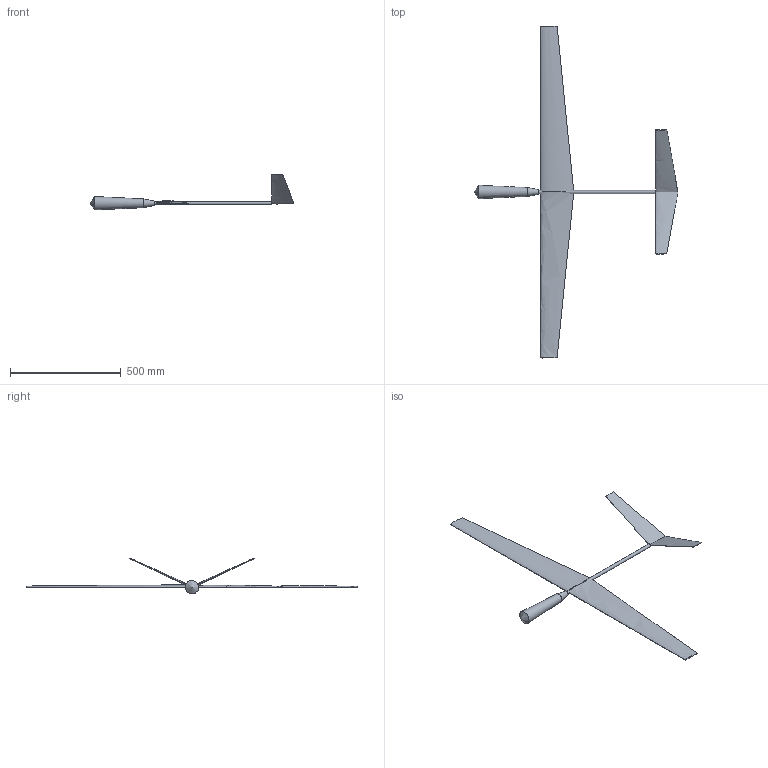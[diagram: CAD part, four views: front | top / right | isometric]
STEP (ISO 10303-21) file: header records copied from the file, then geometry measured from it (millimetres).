
FILE_DESCRIPTION(('Open CASCADE Model'),'2;1');
FILE_NAME('Open CASCADE Shape Model','2025-07-26T20:47:23',('Author'),( 'Open CASCADE'),'Open CASCADE STEP processor 7.7','Open CASCADE 7.7' ,'Unknown');
FILE_SCHEMA(('AUTOMOTIVE_DESIGN { 1 0 10303 214 1 1 1 1 }'));
Length unit declared in the file: millimetre
Products named in the file (7): Open CASCADE STEP translator 7.7 1; Open CASCADE STEP translator 7.7 1.1; Open CASCADE STEP translator 7.7 1.2; Open CASCADE STEP translator 7.7 1.3; Open CASCADE STEP translator 7.7 1.4; Open CASCADE STEP translator 7.7 1.5; Open CASCADE STEP translator 7.7 1.6
Assembly tree (6 placements, depth 2):
  Open CASCADE STEP translator 7.7 1
    Open CASCADE STEP translator 7.7 1.1
    Open CASCADE STEP translator 7.7 1.2
    Open CASCADE STEP translator 7.7 1.3
    Open CASCADE STEP translator 7.7 1.4
    Open CASCADE STEP translator 7.7 1.5
    Open CASCADE STEP translator 7.7 1.6
Bounding box: 920.48 x 1500 x 162.34 mm (x, y, z)
Volume: 581683.3 mm3; surface area: 508245.2 mm2
Topology: 2 solids, 6 shells, 28 faces, 50 edges, 30 vertices
Faces by surface type: bspline 16, plane 12
Entity records: 14088 total; most frequent: CARTESIAN_POINT 13223, B_SPLINE_CURVE_WITH_KNOTS 126, ORIENTED_EDGE 92, PCURVE 92, DEFINITIONAL_REPRESENTATION 92, DIRECTION 54, EDGE_CURVE 50, SURFACE_CURVE 46
